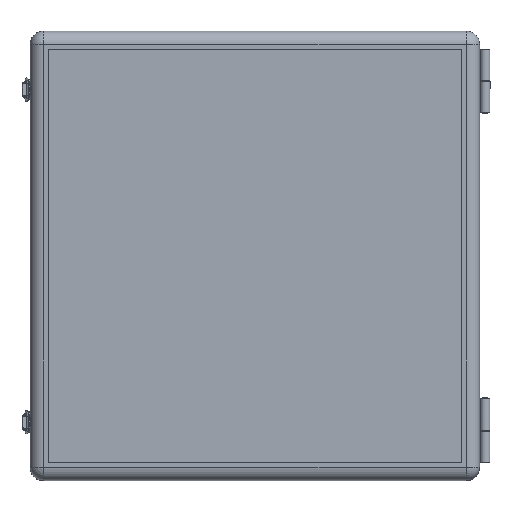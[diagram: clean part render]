
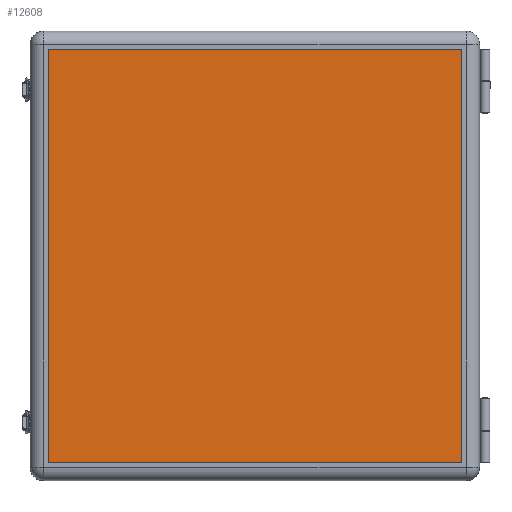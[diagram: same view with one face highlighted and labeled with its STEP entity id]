
A CAD part, top view. The second image highlights one B-rep face of the part: STEP entity #12608.
In plain terms, the highlighted face is planar.
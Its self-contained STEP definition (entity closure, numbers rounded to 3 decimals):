
#6854 = CARTESIAN_POINT ( 'NONE',  ( -230., -230., 0. ) ) ;
#12348 = EDGE_CURVE ( 'NONE', #44814, #44786, #41826, .T. ) ;
#12351 = EDGE_CURVE ( 'NONE', #44786, #44836, #41844, .T. ) ;
#12355 = EDGE_CURVE ( 'NONE', #36604, #44814, #41856, .T. ) ;
#12357 = EDGE_CURVE ( 'NONE', #44836, #36604, #41862, .T. ) ;
#12608 = ADVANCED_FACE ( 'NONE', ( #47119 ), #47120, .F. ) ;
#18886 = EDGE_LOOP ( 'NONE', ( #70816, #70818, #70820, #70822 ) ) ;
#22114 = CARTESIAN_POINT ( 'NONE',  ( 230., 230., 0. ) ) ;
#22194 = CARTESIAN_POINT ( 'NONE',  ( 230., -230., 0. ) ) ;
#22257 = CARTESIAN_POINT ( 'NONE',  ( -230., 230., 0. ) ) ;
#36604 = VERTEX_POINT ( 'NONE', #6854 ) ;
#41826 = LINE ( 'NONE', #41836, #42311 ) ;
#41836 = CARTESIAN_POINT ( 'NONE',  ( 230., -235., 0. ) ) ;
#41837 = DIRECTION ( 'NONE',  ( 0., 1., 0. ) ) ;
#41844 = LINE ( 'NONE', #41846, #42315 ) ;
#41846 = CARTESIAN_POINT ( 'NONE',  ( -235., 230., 0. ) ) ;
#41847 = DIRECTION ( 'NONE',  ( -1., 0., 0. ) ) ;
#41856 = LINE ( 'NONE', #41858, #42319 ) ;
#41858 = CARTESIAN_POINT ( 'NONE',  ( -235., -230., 0. ) ) ;
#41859 = DIRECTION ( 'NONE',  ( 1., 0., 0. ) ) ;
#41862 = LINE ( 'NONE', #41863, #42321 ) ;
#41863 = CARTESIAN_POINT ( 'NONE',  ( -230., -235., 0. ) ) ;
#41864 = DIRECTION ( 'NONE',  ( 0., -1., 0. ) ) ;
#42311 = VECTOR ( 'NONE', #41837, 1000. ) ;
#42315 = VECTOR ( 'NONE', #41847, 1000. ) ;
#42319 = VECTOR ( 'NONE', #41859, 1000. ) ;
#42321 = VECTOR ( 'NONE', #41864, 1000. ) ;
#42595 = AXIS2_PLACEMENT_3D ( 'NONE', #47111, #47122, #47123 ) ;
#44786 = VERTEX_POINT ( 'NONE', #22114 ) ;
#44814 = VERTEX_POINT ( 'NONE', #22194 ) ;
#44836 = VERTEX_POINT ( 'NONE', #22257 ) ;
#47111 = CARTESIAN_POINT ( 'NONE',  ( -235., -235., 0. ) ) ;
#47119 = FACE_OUTER_BOUND ( 'NONE', #18886, .T. ) ;
#47120 = PLANE ( 'NONE',  #42595 ) ;
#47122 = DIRECTION ( 'NONE',  ( 0., 0., 1. ) ) ;
#47123 = DIRECTION ( 'NONE',  ( 1., 0., 0. ) ) ;
#70816 = ORIENTED_EDGE ( 'NONE', *, *, #12348, .F. ) ;
#70818 = ORIENTED_EDGE ( 'NONE', *, *, #12355, .F. ) ;
#70820 = ORIENTED_EDGE ( 'NONE', *, *, #12357, .F. ) ;
#70822 = ORIENTED_EDGE ( 'NONE', *, *, #12351, .F. ) ;
